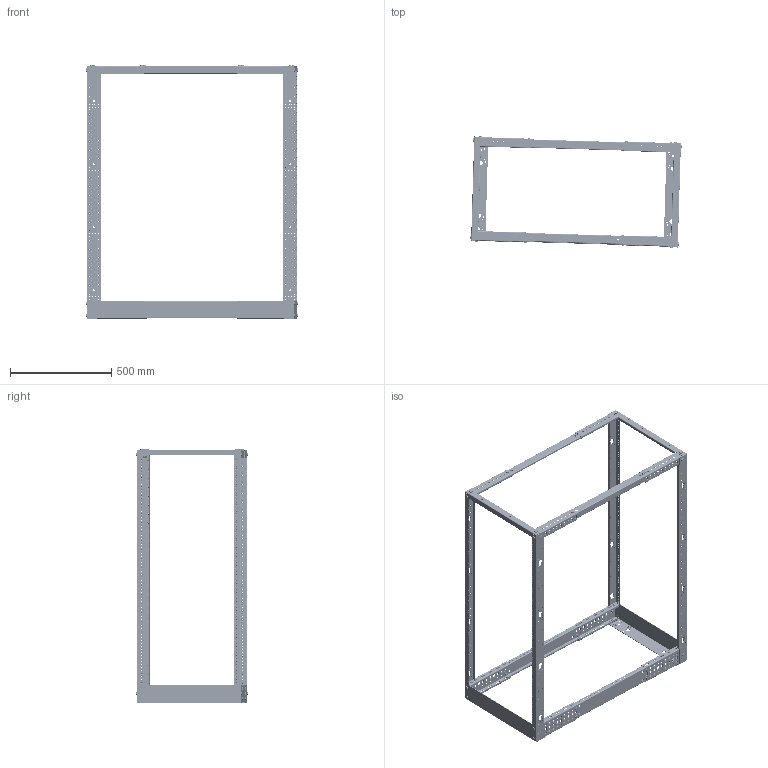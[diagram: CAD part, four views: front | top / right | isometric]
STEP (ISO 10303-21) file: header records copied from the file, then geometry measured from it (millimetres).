
FILE_DESCRIPTION (( 'STEP AP214' ), '1' );
FILE_NAME ('LC4POST25U-12-24_3D.step', '2024-03-26T18:49:45', ( '' ), ( '' ), 'SwSTEP 2.0', 'SolidWorks 2022', '' );
FILE_SCHEMA (( 'AUTOMOTIVE_DESIGN' ));
Length unit declared in the file: inch
Products named in the file (35): PRT0001_8^SHUANG_AF1_ASM_2_ASM_LC4POST25-12-24; PRT0003.stp; LS_AF12_ASM.stp; PRT0008.stp; PRT0001YOU_9_LC4POST25-12-24; PRT0009.stp; PRT0001_8^SHUANG_AF1_ASM_2_ASM_LC4POST25-12-24_2; LS_AF8_ASM.stp; LS_AF4_ASM.stp; 4POST25U.stp; LS_AF2_ASM.stp; LC4POST25U-12-24_3D; M10_12.stp; LS_AF14_ASM.stp; LS_AF15_ASM.stp; PRT0001YOU_9^SHUANG_AF1_ASM_2_ASM_LC4POST25-12-24_2; LS_AF0_ASM.stp; LS_AF5_ASM.stp; SHUANG_AF0_ASM.stp; PRT0002.stp; PRT0003YOU.stp; LS_AF9_ASM.stp; PRT0006.stp; 6.stp; LS_AF10_ASM.stp; PRT0001YOU_9^SHUANG_AF1_ASM_2_ASM_LC4POST25-12-24; LS_AF6_ASM.stp; SHUANG_AF1_ASM.stp; PRT0007.stp; LS_AF13_ASM.stp; LS_AF1_ASM.stp; LS_AF3_ASM.stp; LS_AF7_ASM.stp; PRT0001_8_LC4POST25-12-24; LS_AF11_ASM.stp
Assembly tree (95 placements, depth 4):
  LC4POST25U-12-24_3D
    4POST25U.stp
      SHUANG_AF0_ASM.stp
        PRT0007.stp  x2
        PRT0003.stp
        PRT0003YOU.stp
        PRT0009.stp
        PRT0008.stp
        M10_12.stp  x12
      SHUANG_AF1_ASM.stp
        PRT0007.stp  x2
        PRT0003.stp
        PRT0003YOU.stp
        PRT0009.stp
        PRT0008.stp
        M10_12.stp  x12
      LS_AF0_ASM.stp
        6.stp
      LS_AF1_ASM.stp
        6.stp
      LS_AF2_ASM.stp
        6.stp
      LS_AF3_ASM.stp
        6.stp
      LS_AF4_ASM.stp
        6.stp
      LS_AF5_ASM.stp
        6.stp
      LS_AF6_ASM.stp
        6.stp
      LS_AF7_ASM.stp
        6.stp
      LS_AF8_ASM.stp
        6.stp
      LS_AF9_ASM.stp
        6.stp
      LS_AF10_ASM.stp
        6.stp
      LS_AF11_ASM.stp
        6.stp
      LS_AF12_ASM.stp
        6.stp
      LS_AF13_ASM.stp
        6.stp
      LS_AF14_ASM.stp
        6.stp
      LS_AF15_ASM.stp
        6.stp
      PRT0006.stp  x2
      PRT0002.stp  x2
      M10_12.stp  x12
    PRT0001_8_LC4POST25-12-24  x2
      PRT0001_8^SHUANG_AF1_ASM_2_ASM_LC4POST25-12-24
      PRT0001_8^SHUANG_AF1_ASM_2_ASM_LC4POST25-12-24_2
    PRT0001YOU_9_LC4POST25-12-24  x2
      PRT0001YOU_9^SHUANG_AF1_ASM_2_ASM_LC4POST25-12-24
      PRT0001YOU_9^SHUANG_AF1_ASM_2_ASM_LC4POST25-12-24_2
Bounding box: 1048.04 x 554.11 x 1255.75 mm (x, y, z)
Volume: 2652356.9 mm3; surface area: 2587894.4 mm2
Topology: 76 solids, 76 shells, 6996 faces, 17384 edges, 10576 vertices
Faces by surface type: cylinder 3436, plane 2144, torus 1200, bspline 216
Entity records: 86391 total; most frequent: CARTESIAN_POINT 19242, DIRECTION 14849, ORIENTED_EDGE 12956, EDGE_CURVE 6478, AXIS2_PLACEMENT_3D 6101, VERTEX_POINT 3848, EDGE_LOOP 3574, CIRCLE 3331
